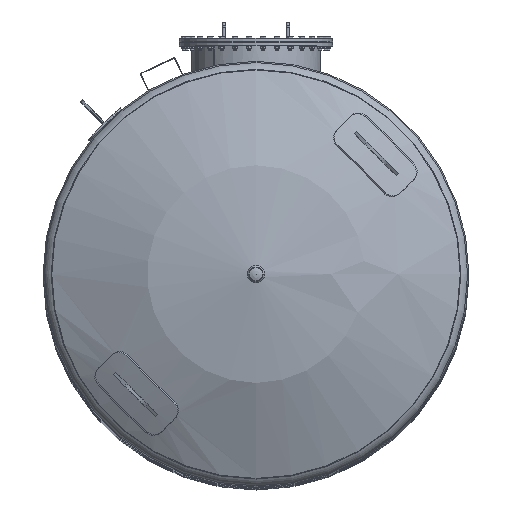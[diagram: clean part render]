
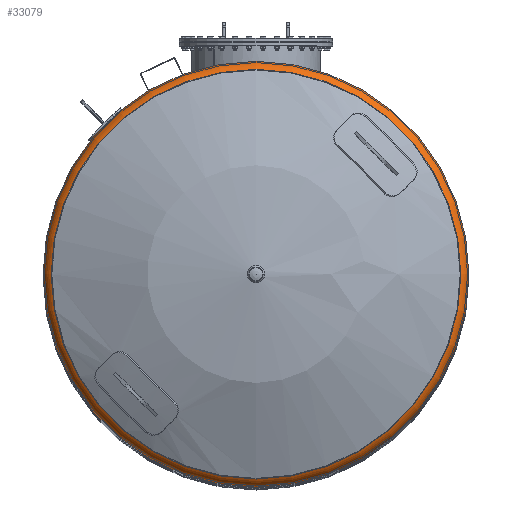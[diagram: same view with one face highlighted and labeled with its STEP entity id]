
A CAD part, top view. The second image highlights one B-rep face of the part: STEP entity #33079.
In plain terms, the highlighted toroidal (fillet/blend) face has major radius 927.333 mm and minor radius 72.667 mm.
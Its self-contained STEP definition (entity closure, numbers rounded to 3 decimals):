
#33048=CARTESIAN_POINT('',(962.188,0.0,7834.762));
#33049=VERTEX_POINT('',#33048);
#33050=CARTESIAN_POINT('',(0.,0.0,7834.762));
#33051=DIRECTION('',(0.0,0.0,-1.0));
#33052=DIRECTION('',(1.0,0.0,0.0));
#33053=AXIS2_PLACEMENT_3D('',#33050,#33051,#33052);
#33054=CIRCLE('',#33053,962.188);
#33055=EDGE_CURVE('',#33049,#33049,#33054,.T.);
#33060=CARTESIAN_POINT('',(0.0,0.0,7771.0));
#33061=DIRECTION('',(0.,0.0,-1.0));
#33062=DIRECTION('',(0.0,1.0,0.0));
#33063=AXIS2_PLACEMENT_3D('',#33060,#33061,#33062);
#33064=TOROIDAL_SURFACE('',#33063,927.333,72.667);
#33065=CARTESIAN_POINT('',(1000.0,0.0,7771.0));
#33066=VERTEX_POINT('',#33065);
#33067=CARTESIAN_POINT('',(0.,0.0,7771.0));
#33068=DIRECTION('',(0.0,0.0,-1.0));
#33069=DIRECTION('',(1.0,0.0,0.0));
#33070=AXIS2_PLACEMENT_3D('',#33067,#33068,#33069);
#33071=CIRCLE('',#33070,1000.0);
#33072=EDGE_CURVE('',#33066,#33066,#33071,.T.);
#33073=ORIENTED_EDGE('',*,*,#33072,.F.);
#33074=EDGE_LOOP('',(#33073));
#33075=FACE_OUTER_BOUND('',#33074,.T.);
#33076=ORIENTED_EDGE('',*,*,#33055,.T.);
#33077=EDGE_LOOP('',(#33076));
#33078=FACE_BOUND('',#33077,.T.);
#33079=ADVANCED_FACE('',(#33075,#33078),#33064,.T.);
